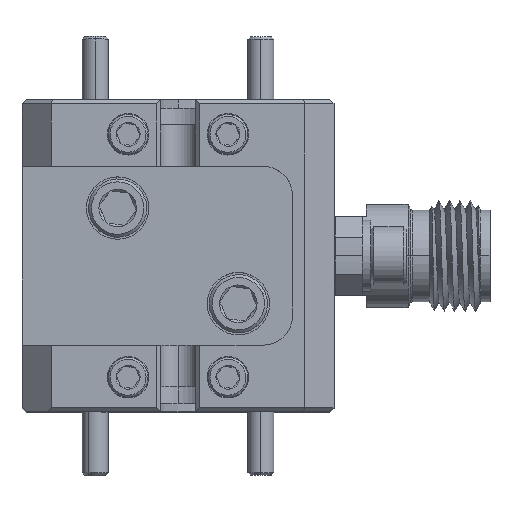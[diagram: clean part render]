
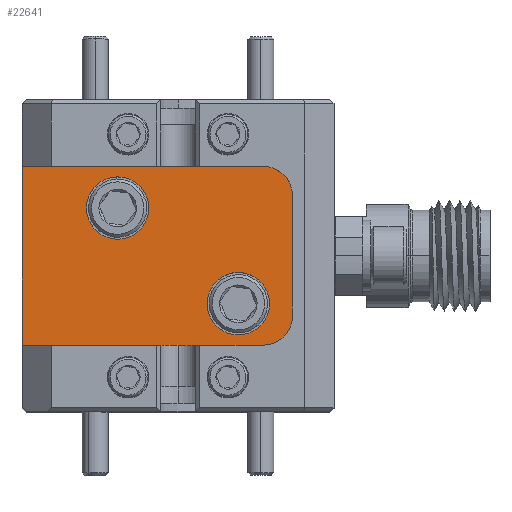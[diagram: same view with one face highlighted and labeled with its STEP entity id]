
A CAD part, top view. The second image highlights one B-rep face of the part: STEP entity #22641.
In plain terms, the highlighted planar face has unit normal (0, 0, 1).
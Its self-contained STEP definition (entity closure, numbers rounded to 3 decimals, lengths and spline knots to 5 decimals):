
#817 = CIRCLE ( 'NONE', #47960, 0.07 ) ;
#957 = PLANE ( 'NONE',  #24900 ) ;
#1563 = CIRCLE ( 'NONE', #53204, 0.075 ) ;
#2064 = FACE_BOUND ( 'NONE', #49206, .T. ) ;
#2861 = ORIENTED_EDGE ( 'NONE', *, *, #9844, .F. ) ;
#3147 = EDGE_CURVE ( 'NONE', #49826, #44872, #11274, .T. ) ;
#3229 = VECTOR ( 'NONE', #33895, 39.37008 ) ;
#3259 = CARTESIAN_POINT ( 'NONE',  ( -2.12343, -0.37054, 1.18679 ) ) ;
#4552 = VERTEX_POINT ( 'NONE', #8386 ) ;
#4621 = VERTEX_POINT ( 'NONE', #8927 ) ;
#5665 = CARTESIAN_POINT ( 'NONE',  ( -1.47343, -0.30054, 1.18679 ) ) ;
#7170 = EDGE_LOOP ( 'NONE', ( #44396, #11860, #20894, #14197, #9775, #45087 ) ) ;
#7172 = VECTOR ( 'NONE', #50322, 39.37008 ) ;
#7177 = CARTESIAN_POINT ( 'NONE',  ( -1.47343, -0.30054, 1.18679 ) ) ;
#7874 = DIRECTION ( 'NONE',  ( 0., 0., 1. ) ) ;
#8386 = CARTESIAN_POINT ( 'NONE',  ( -1.54343, -0.37054, 1.18679 ) ) ;
#8525 = CARTESIAN_POINT ( 'NONE',  ( -1.54343, -0.37054, 1.18679 ) ) ;
#8813 = AXIS2_PLACEMENT_3D ( 'NONE', #29757, #35033, #46748 ) ;
#8927 = CARTESIAN_POINT ( 'NONE',  ( -1.81843, -0.04054, 1.18679 ) ) ;
#9132 = ORIENTED_EDGE ( 'NONE', *, *, #39401, .F. ) ;
#9775 = ORIENTED_EDGE ( 'NONE', *, *, #40274, .T. ) ;
#9844 = EDGE_CURVE ( 'NONE', #32488, #4621, #18246, .T. ) ;
#11274 = LINE ( 'NONE', #20154, #40961 ) ;
#11478 = CIRCLE ( 'NONE', #8813, 0.075 ) ;
#11860 = ORIENTED_EDGE ( 'NONE', *, *, #17415, .T. ) ;
#13023 = VERTEX_POINT ( 'NONE', #3259 ) ;
#13953 = ORIENTED_EDGE ( 'NONE', *, *, #31762, .F. ) ;
#14197 = ORIENTED_EDGE ( 'NONE', *, *, #46930, .T. ) ;
#14468 = CARTESIAN_POINT ( 'NONE',  ( -1.54343, -0.30054, 1.18679 ) ) ;
#17415 = EDGE_CURVE ( 'NONE', #13023, #4552, #54511, .T. ) ;
#17584 = EDGE_LOOP ( 'NONE', ( #9132, #26925 ) ) ;
#18246 = CIRCLE ( 'NONE', #49426, 0.075 ) ;
#18490 = DIRECTION ( 'NONE',  ( 0., 0., 1. ) ) ;
#18731 = CARTESIAN_POINT ( 'NONE',  ( -1.54343, -0.01054, 1.18679 ) ) ;
#19884 = AXIS2_PLACEMENT_3D ( 'NONE', #50689, #46499, #34231 ) ;
#20117 = DIRECTION ( 'NONE',  ( 1., 0., 0. ) ) ;
#20154 = CARTESIAN_POINT ( 'NONE',  ( -1.54343, 0.05946, 1.18679 ) ) ;
#20590 = DIRECTION ( 'NONE',  ( -1., 0., 0. ) ) ;
#20894 = ORIENTED_EDGE ( 'NONE', *, *, #21135, .T. ) ;
#21135 = EDGE_CURVE ( 'NONE', #4552, #52580, #41254, .T. ) ;
#22641 = ADVANCED_FACE ( 'NONE', ( #2064, #52487, #52771 ), #957, .F. ) ;
#22676 = DIRECTION ( 'NONE',  ( 1., 0., 0. ) ) ;
#23883 = DIRECTION ( 'NONE',  ( 0., 1., 0. ) ) ;
#24674 = EDGE_CURVE ( 'NONE', #44872, #13023, #50351, .T. ) ;
#24900 = AXIS2_PLACEMENT_3D ( 'NONE', #18731, #51945, #26546 ) ;
#25332 = VERTEX_POINT ( 'NONE', #33136 ) ;
#26081 = AXIS2_PLACEMENT_3D ( 'NONE', #14468, #34819, #43448 ) ;
#26546 = DIRECTION ( 'NONE',  ( -1., 0., 0. ) ) ;
#26848 = CARTESIAN_POINT ( 'NONE',  ( -1.60343, -0.27054, 1.18679 ) ) ;
#26925 = ORIENTED_EDGE ( 'NONE', *, *, #33926, .F. ) ;
#28377 = CARTESIAN_POINT ( 'NONE',  ( -1.52843, -0.27054, 1.18679 ) ) ;
#28398 = DIRECTION ( 'NONE',  ( 0., 0., 1. ) ) ;
#29757 = CARTESIAN_POINT ( 'NONE',  ( -1.60343, -0.27054, 1.18679 ) ) ;
#31762 = EDGE_CURVE ( 'NONE', #4621, #32488, #43889, .T. ) ;
#31878 = DIRECTION ( 'NONE',  ( -1., 0., 0. ) ) ;
#32488 = VERTEX_POINT ( 'NONE', #50216 ) ;
#33136 = CARTESIAN_POINT ( 'NONE',  ( -1.67843, -0.27054, 1.18679 ) ) ;
#33491 = CARTESIAN_POINT ( 'NONE',  ( -2.12343, 0.05946, 1.18679 ) ) ;
#33895 = DIRECTION ( 'NONE',  ( 0., -1., 0. ) ) ;
#33926 = EDGE_CURVE ( 'NONE', #25332, #43872, #1563, .T. ) ;
#34231 = DIRECTION ( 'NONE',  ( 1., 0., 0. ) ) ;
#34819 = DIRECTION ( 'NONE',  ( 0., 0., 1. ) ) ;
#35033 = DIRECTION ( 'NONE',  ( 0., 0., 1. ) ) ;
#37121 = CARTESIAN_POINT ( 'NONE',  ( -1.89343, -0.04054, 1.18679 ) ) ;
#37671 = CARTESIAN_POINT ( 'NONE',  ( -1.54343, 0.05946, 1.18679 ) ) ;
#39401 = EDGE_CURVE ( 'NONE', #43872, #25332, #11478, .T. ) ;
#40274 = EDGE_CURVE ( 'NONE', #40425, #49826, #817, .T. ) ;
#40425 = VERTEX_POINT ( 'NONE', #47057 ) ;
#40961 = VECTOR ( 'NONE', #31878, 39.37008 ) ;
#41254 = CIRCLE ( 'NONE', #26081, 0.07 ) ;
#42523 = CARTESIAN_POINT ( 'NONE',  ( -2.12343, -0.37054, 1.18679 ) ) ;
#43448 = DIRECTION ( 'NONE',  ( -1., 0., 0. ) ) ;
#43872 = VERTEX_POINT ( 'NONE', #28377 ) ;
#43889 = CIRCLE ( 'NONE', #19884, 0.075 ) ;
#44396 = ORIENTED_EDGE ( 'NONE', *, *, #24674, .T. ) ;
#44872 = VERTEX_POINT ( 'NONE', #33491 ) ;
#45056 = LINE ( 'NONE', #7177, #47038 ) ;
#45087 = ORIENTED_EDGE ( 'NONE', *, *, #3147, .T. ) ;
#46499 = DIRECTION ( 'NONE',  ( 0., 0., 1. ) ) ;
#46748 = DIRECTION ( 'NONE',  ( 1., 0., 0. ) ) ;
#46930 = EDGE_CURVE ( 'NONE', #52580, #40425, #45056, .T. ) ;
#47038 = VECTOR ( 'NONE', #23883, 39.37008 ) ;
#47057 = CARTESIAN_POINT ( 'NONE',  ( -1.47343, -0.01054, 1.18679 ) ) ;
#47960 = AXIS2_PLACEMENT_3D ( 'NONE', #50430, #28398, #20590 ) ;
#49206 = EDGE_LOOP ( 'NONE', ( #13953, #2861 ) ) ;
#49426 = AXIS2_PLACEMENT_3D ( 'NONE', #37121, #7874, #20117 ) ;
#49826 = VERTEX_POINT ( 'NONE', #37671 ) ;
#50216 = CARTESIAN_POINT ( 'NONE',  ( -1.96843, -0.04054, 1.18679 ) ) ;
#50322 = DIRECTION ( 'NONE',  ( 1., 0., 0. ) ) ;
#50351 = LINE ( 'NONE', #42523, #3229 ) ;
#50430 = CARTESIAN_POINT ( 'NONE',  ( -1.54343, -0.01054, 1.18679 ) ) ;
#50689 = CARTESIAN_POINT ( 'NONE',  ( -1.89343, -0.04054, 1.18679 ) ) ;
#51945 = DIRECTION ( 'NONE',  ( 0., 0., -1. ) ) ;
#52487 = FACE_BOUND ( 'NONE', #17584, .T. ) ;
#52580 = VERTEX_POINT ( 'NONE', #5665 ) ;
#52771 = FACE_OUTER_BOUND ( 'NONE', #7170, .T. ) ;
#53204 = AXIS2_PLACEMENT_3D ( 'NONE', #26848, #18490, #22676 ) ;
#54511 = LINE ( 'NONE', #8525, #7172 ) ;
